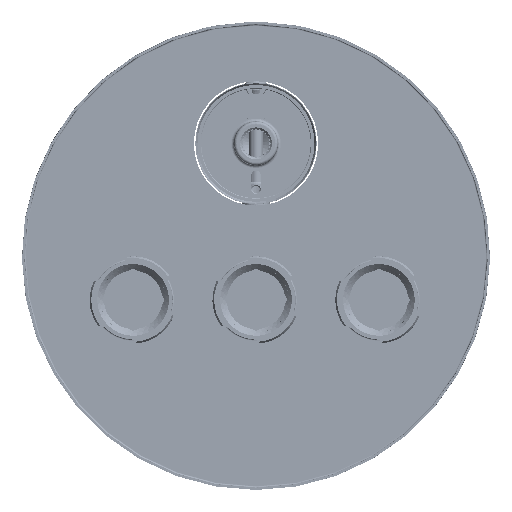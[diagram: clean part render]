
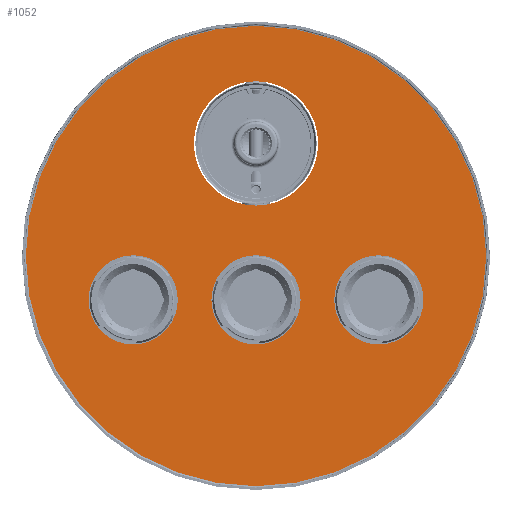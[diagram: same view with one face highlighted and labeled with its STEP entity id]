
A CAD part, front view. The second image highlights one B-rep face of the part: STEP entity #1052.
In plain terms, the highlighted planar face has unit normal (0, -1, 0).
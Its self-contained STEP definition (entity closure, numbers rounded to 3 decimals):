
#655=CARTESIAN_POINT('',(0.,6.2,0.));
#656=DIRECTION('',(0.,-1.,0.));
#657=DIRECTION('',(1.,0.,0.));
#658=AXIS2_PLACEMENT_3D('',#655,#656,#657);
#660=CARTESIAN_POINT('',(0.,6.2,0.));
#661=DIRECTION('',(0.,-1.,0.));
#662=DIRECTION('',(-1.,0.,0.));
#663=AXIS2_PLACEMENT_3D('',#660,#661,#662);
#665=CARTESIAN_POINT('',(38.5,6.2,0.));
#666=DIRECTION('',(0.,-1.,0.));
#667=DIRECTION('',(1.,0.,0.));
#668=AXIS2_PLACEMENT_3D('',#665,#666,#667);
#670=CARTESIAN_POINT('',(38.5,6.2,0.));
#671=DIRECTION('',(0.,-1.,0.));
#672=DIRECTION('',(-1.,0.,0.));
#673=AXIS2_PLACEMENT_3D('',#670,#671,#672);
#675=CARTESIAN_POINT('',(-15.,6.2,42.));
#676=DIRECTION('',(0.,1.,0.));
#677=DIRECTION('',(-1.,0.,0.));
#678=AXIS2_PLACEMENT_3D('',#675,#676,#677);
#680=CARTESIAN_POINT('',(-15.,6.2,42.));
#681=DIRECTION('',(0.,1.,0.));
#682=DIRECTION('',(1.,0.,0.));
#683=AXIS2_PLACEMENT_3D('',#680,#681,#682);
#685=CARTESIAN_POINT('',(-15.,6.2,0.));
#686=DIRECTION('',(0.,1.,0.));
#687=DIRECTION('',(-1.,0.,0.));
#688=AXIS2_PLACEMENT_3D('',#685,#686,#687);
#690=CARTESIAN_POINT('',(-15.,6.2,0.));
#691=DIRECTION('',(0.,1.,0.));
#692=DIRECTION('',(1.,0.,0.));
#693=AXIS2_PLACEMENT_3D('',#690,#691,#692);
#695=CARTESIAN_POINT('',(-15.,6.2,-42.));
#696=DIRECTION('',(0.,1.,0.));
#697=DIRECTION('',(-1.,0.,0.));
#698=AXIS2_PLACEMENT_3D('',#695,#696,#697);
#700=CARTESIAN_POINT('',(-15.,6.2,-42.));
#701=DIRECTION('',(0.,1.,0.));
#702=DIRECTION('',(1.,0.,0.));
#703=AXIS2_PLACEMENT_3D('',#700,#701,#702);
#751=CARTESIAN_POINT('',(78.7,6.2,0.));
#752=CARTESIAN_POINT('',(-78.7,6.2,0.));
#753=VERTEX_POINT('',#751);
#754=VERTEX_POINT('',#752);
#761=CARTESIAN_POINT('',(59.75,6.2,0.));
#762=CARTESIAN_POINT('',(17.25,6.2,0.));
#763=VERTEX_POINT('',#761);
#764=VERTEX_POINT('',#762);
#769=CARTESIAN_POINT('',(-30.25,6.2,42.));
#770=CARTESIAN_POINT('',(0.25,6.2,42.));
#771=VERTEX_POINT('',#769);
#772=VERTEX_POINT('',#770);
#777=CARTESIAN_POINT('',(-30.25,6.2,0.));
#778=CARTESIAN_POINT('',(0.25,6.2,0.));
#779=VERTEX_POINT('',#777);
#780=VERTEX_POINT('',#778);
#785=CARTESIAN_POINT('',(-30.25,6.2,-42.));
#786=CARTESIAN_POINT('',(0.25,6.2,-42.));
#787=VERTEX_POINT('',#785);
#788=VERTEX_POINT('',#786);
#1019=CARTESIAN_POINT('',(0.,6.2,0.));
#1020=DIRECTION('',(0.,-1.,0.));
#1021=DIRECTION('',(-1.,0.,0.));
#1022=AXIS2_PLACEMENT_3D('',#1019,#1020,#1021);
#1023=PLANE('',#1022);
#1024=ORIENTED_EDGE('',*,*,#999,.F.);
#1025=ORIENTED_EDGE('',*,*,#1013,.F.);
#1026=EDGE_LOOP('',(#1024,#1025));
#1027=FACE_OUTER_BOUND('',#1026,.F.);
#1029=ORIENTED_EDGE('',*,*,#1028,.T.);
#1031=ORIENTED_EDGE('',*,*,#1030,.T.);
#1032=EDGE_LOOP('',(#1029,#1031));
#1033=FACE_BOUND('',#1032,.F.);
#1035=ORIENTED_EDGE('',*,*,#1034,.F.);
#1037=ORIENTED_EDGE('',*,*,#1036,.F.);
#1038=EDGE_LOOP('',(#1035,#1037));
#1039=FACE_BOUND('',#1038,.F.);
#1041=ORIENTED_EDGE('',*,*,#1040,.F.);
#1043=ORIENTED_EDGE('',*,*,#1042,.F.);
#1044=EDGE_LOOP('',(#1041,#1043));
#1045=FACE_BOUND('',#1044,.F.);
#1047=ORIENTED_EDGE('',*,*,#1046,.F.);
#1049=ORIENTED_EDGE('',*,*,#1048,.F.);
#1050=EDGE_LOOP('',(#1047,#1049));
#1051=FACE_BOUND('',#1050,.F.);
#1052=ADVANCED_FACE('',(#1027,#1033,#1039,#1045,#1051),#1023,.T.);
#659=CIRCLE('',#658,78.7);
#664=CIRCLE('',#663,78.7);
#669=CIRCLE('',#668,21.25);
#674=CIRCLE('',#673,21.25);
#679=CIRCLE('',#678,15.25);
#684=CIRCLE('',#683,15.25);
#689=CIRCLE('',#688,15.25);
#694=CIRCLE('',#693,15.25);
#699=CIRCLE('',#698,15.25);
#704=CIRCLE('',#703,15.25);
#999=EDGE_CURVE('',#753,#754,#659,.T.);
#1013=EDGE_CURVE('',#754,#753,#664,.T.);
#1028=EDGE_CURVE('',#763,#764,#669,.T.);
#1030=EDGE_CURVE('',#764,#763,#674,.T.);
#1034=EDGE_CURVE('',#771,#772,#679,.T.);
#1036=EDGE_CURVE('',#772,#771,#684,.T.);
#1040=EDGE_CURVE('',#779,#780,#689,.T.);
#1042=EDGE_CURVE('',#780,#779,#694,.T.);
#1046=EDGE_CURVE('',#787,#788,#699,.T.);
#1048=EDGE_CURVE('',#788,#787,#704,.T.);
